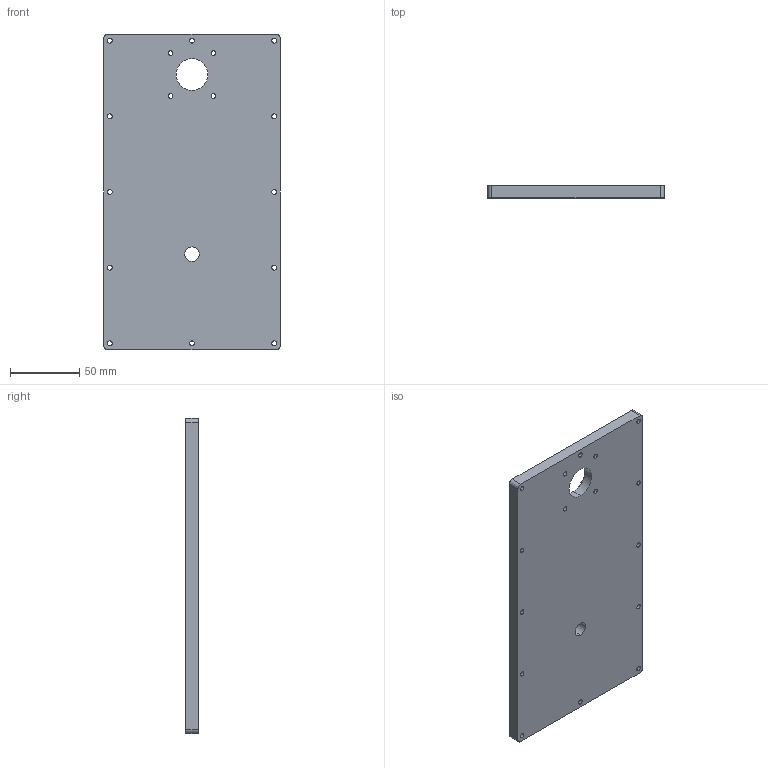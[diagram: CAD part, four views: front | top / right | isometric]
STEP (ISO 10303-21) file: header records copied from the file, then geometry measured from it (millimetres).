
FILE_DESCRIPTION (( 'STEP AP203' ), '1' );
FILE_NAME ('Gearbox lid.STEP', '2021-07-31T11:50:56', ( '' ), ( '' ), 'SwSTEP 2.0', 'SolidWorks 2020', '' );
FILE_SCHEMA (( 'CONFIG_CONTROL_DESIGN' ));
Length unit declared in the file: millimetre
Products named in the file (1): Gearbox lid
Bounding box: 128 x 9 x 228 mm (x, y, z)
Volume: 256089 mm3; surface area: 66041.4 mm2
Topology: 1 solids, 1 shells, 67 faces, 174 edges, 114 vertices
Faces by surface type: cylinder 50, plane 11, cone 6
Entity records: 2255 total; most frequent: DIRECTION 416, CARTESIAN_POINT 356, ORIENTED_EDGE 348, AXIS2_PLACEMENT_3D 174, EDGE_CURVE 174, VERTEX_POINT 114, EDGE_LOOP 108, CIRCLE 106
